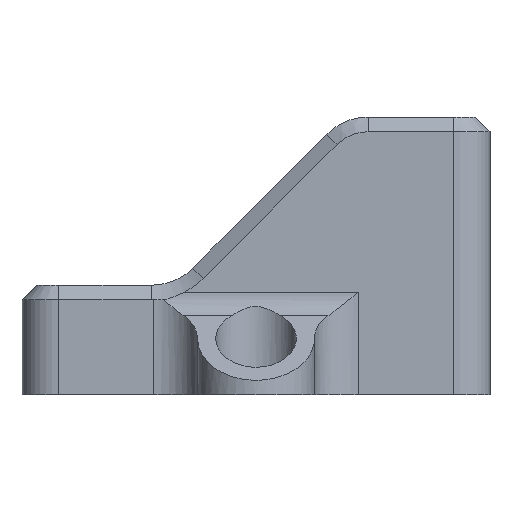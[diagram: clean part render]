
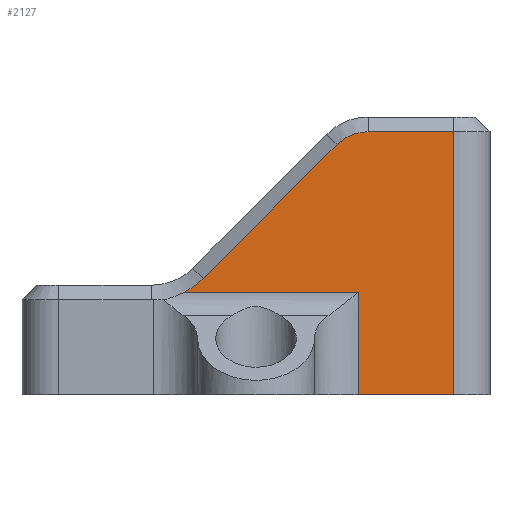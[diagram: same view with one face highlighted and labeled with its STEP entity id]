
A CAD part, left-side view. The second image highlights one B-rep face of the part: STEP entity #2127.
In plain terms, the highlighted planar face has unit normal (-1, 0, 0).
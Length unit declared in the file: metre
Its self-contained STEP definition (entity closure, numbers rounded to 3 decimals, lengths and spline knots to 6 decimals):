
#90=CIRCLE('',#2269,0.01);
#91=CIRCLE('',#2270,0.006);
#178=ORIENTED_EDGE('',*,*,#818,.T.);
#179=ORIENTED_EDGE('',*,*,#819,.T.);
#180=ORIENTED_EDGE('',*,*,#820,.T.);
#181=ORIENTED_EDGE('',*,*,#821,.T.);
#182=ORIENTED_EDGE('',*,*,#822,.T.);
#183=ORIENTED_EDGE('',*,*,#823,.T.);
#184=ORIENTED_EDGE('',*,*,#824,.T.);
#185=ORIENTED_EDGE('',*,*,#825,.T.);
#818=EDGE_CURVE('',#1138,#1139,#90,.T.);
#819=EDGE_CURVE('',#1139,#1140,#1344,.T.);
#820=EDGE_CURVE('',#1140,#1141,#1345,.T.);
#821=EDGE_CURVE('',#1141,#1142,#1346,.T.);
#822=EDGE_CURVE('',#1142,#1143,#1347,.F.);
#823=EDGE_CURVE('',#1143,#1144,#1348,.T.);
#824=EDGE_CURVE('',#1144,#1145,#91,.F.);
#825=EDGE_CURVE('',#1145,#1138,#1349,.T.);
#1138=VERTEX_POINT('',#3151);
#1139=VERTEX_POINT('',#3152);
#1140=VERTEX_POINT('',#3154);
#1141=VERTEX_POINT('',#3156);
#1142=VERTEX_POINT('',#3158);
#1143=VERTEX_POINT('',#3160);
#1144=VERTEX_POINT('',#3162);
#1145=VERTEX_POINT('',#3164);
#1344=LINE('',#3153,#1560);
#1345=LINE('',#3155,#1561);
#1346=LINE('',#3157,#1562);
#1347=LINE('',#3159,#1563);
#1348=LINE('',#3161,#1564);
#1349=LINE('',#3165,#1565);
#1560=VECTOR('',#2499,1.);
#1561=VECTOR('',#2500,1.);
#1562=VECTOR('',#2501,1.);
#1563=VECTOR('',#2502,1.);
#1564=VECTOR('',#2503,1.);
#1565=VECTOR('',#2506,1.);
#1771=EDGE_LOOP('',(#178,#179,#180,#181,#182,#183,#184,#185));
#1913=FACE_BOUND('',#1771,.T.);
#2055=PLANE('',#2268);
#2127=ADVANCED_FACE('',(#1913),#2055,.F.);
#2268=AXIS2_PLACEMENT_3D('',#3149,#2495,#2496);
#2269=AXIS2_PLACEMENT_3D('',#3150,#2497,#2498);
#2270=AXIS2_PLACEMENT_3D('',#3163,#2504,#2505);
#2495=DIRECTION('',(1.,0.,0.));
#2496=DIRECTION('',(0.,0.,-1.));
#2497=DIRECTION('',(1.,0.,0.));
#2498=DIRECTION('',(0.,0.,-1.));
#2499=DIRECTION('',(0.,-1.,0.));
#2500=DIRECTION('',(0.,0.,-1.));
#2501=DIRECTION('',(0.,-1.,0.));
#2502=DIRECTION('',(0.,0.,-1.));
#2503=DIRECTION('',(0.,1.,0.));
#2504=DIRECTION('',(1.,0.,0.));
#2505=DIRECTION('',(0.,0.,-1.));
#2506=DIRECTION('',(0.,0.707,-0.707));
#3149=CARTESIAN_POINT('',(-0.039,0.,0.03925));
#3150=CARTESIAN_POINT('',(-0.039,0.014298,0.02425));
#3151=CARTESIAN_POINT('',(-0.039,0.007227,0.017179));
#3152=CARTESIAN_POINT('',(-0.039,0.00982,0.015308));
#3153=CARTESIAN_POINT('',(-0.039,0.,0.015308));
#3154=CARTESIAN_POINT('',(-0.039,-0.014,0.015308));
#3155=CARTESIAN_POINT('',(-0.039,-0.014,0.03925));
#3156=CARTESIAN_POINT('',(-0.039,-0.014,0.00125));
#3157=CARTESIAN_POINT('',(-0.039,0.,0.00125));
#3158=CARTESIAN_POINT('',(-0.039,-0.027016,0.00125));
#3159=CARTESIAN_POINT('',(-0.039,-0.027016,0.03925));
#3160=CARTESIAN_POINT('',(-0.039,-0.027016,0.03725));
#3161=CARTESIAN_POINT('',(-0.039,-0.01533,0.03725));
#3162=CARTESIAN_POINT('',(-0.039,-0.01533,0.03725));
#3163=CARTESIAN_POINT('',(-0.039,-0.01533,0.03125));
#3164=CARTESIAN_POINT('',(-0.039,-0.011087,0.035493));
#3165=CARTESIAN_POINT('',(-0.039,0.007227,0.017179));
